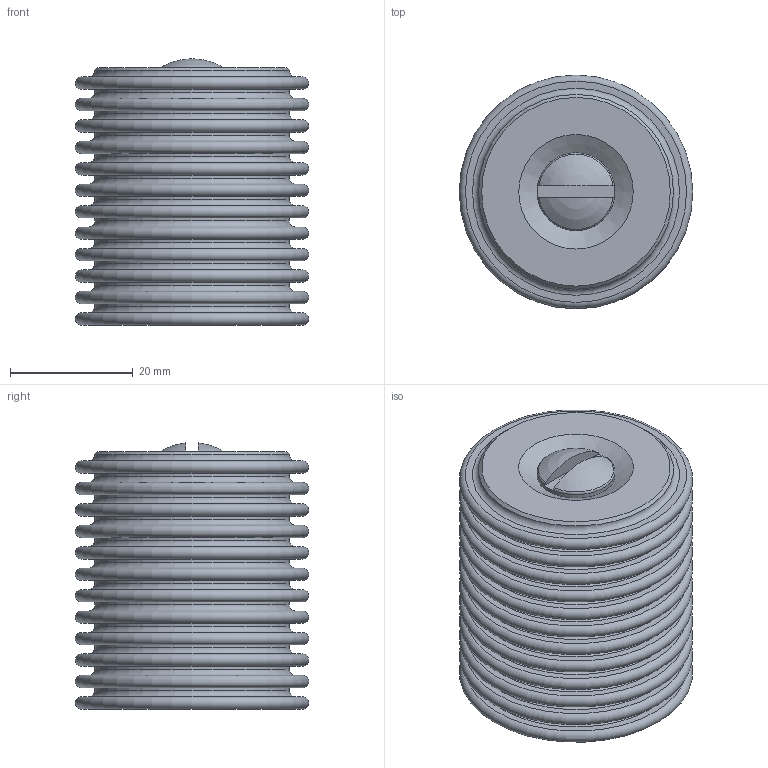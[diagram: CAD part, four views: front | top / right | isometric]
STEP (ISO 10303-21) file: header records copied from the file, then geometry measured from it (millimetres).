
FILE_DESCRIPTION(/* description */ (''),/* implementation_level */ '2;1');
FILE_NAME(/* name */ 'full_type2.step',/* time_stamp */ '2020-11-30T20:08:10+01:00',/* author */ (''),/* organization */ (''),/* preprocessor_version */ 'ST-DEVELOPER v18.1',/* originating_system */ 'Autodesk Translation Framework v9.3.0.1241',/* authorisation */ '');
FILE_SCHEMA (('AUTOMOTIVE_DESIGN { 1 0 10303 214 3 1 1 }'));
Length unit declared in the file: millimetre
Products named in the file (1): FusionComponent
Bounding box: 38.1 x 38.1 x 43.45 mm (x, y, z)
Volume: 40098.1 mm3; surface area: 13621.5 mm2
Topology: 1 solids, 1 shells, 72 faces, 135 edges, 90 vertices
Faces by surface type: plane 29, torus 26, cylinder 13, cone 2, sphere 2
Full cylindrical faces by diameter (mm): 6 x1, 12.7 x1, 31.8 x11
Entity records: 1929 total; most frequent: DIRECTION 387, CARTESIAN_POINT 326, ORIENTED_EDGE 270, AXIS2_PLACEMENT_3D 183, EDGE_CURVE 135, CIRCLE 110, EDGE_LOOP 97, VERTEX_POINT 90
